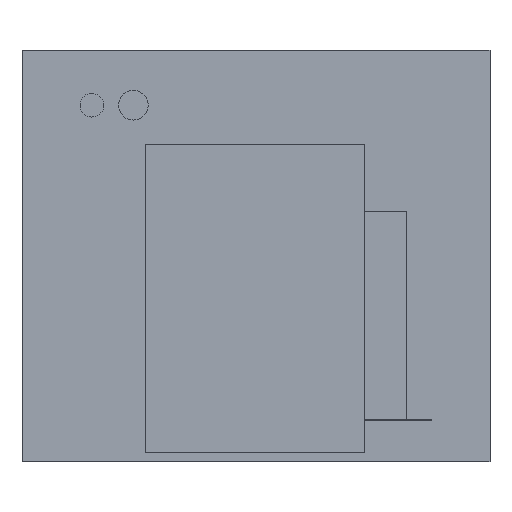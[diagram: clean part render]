
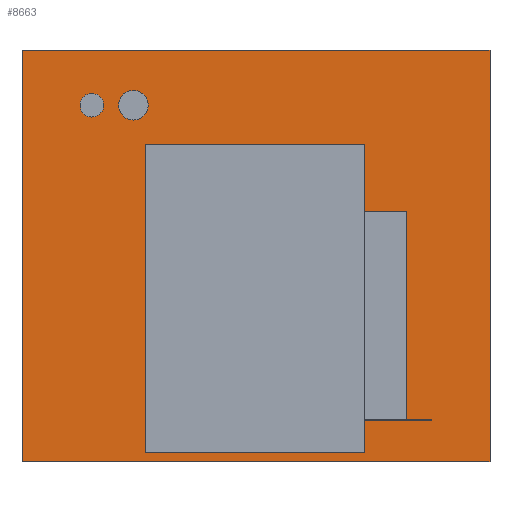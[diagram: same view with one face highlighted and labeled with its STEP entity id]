
A CAD part, front view. The second image highlights one B-rep face of the part: STEP entity #8663.
In plain terms, the highlighted planar face has unit normal (0, -1, 0).
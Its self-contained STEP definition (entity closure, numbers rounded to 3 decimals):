
#110=FACE_BOUND('',#1103,.T.);
#111=FACE_BOUND('',#1104,.T.);
#133=PLANE('',#9259);
#579=FACE_OUTER_BOUND('',#1102,.T.);
#1102=EDGE_LOOP('',(#6117,#6118,#6119,#6120));
#1103=EDGE_LOOP('',(#6121));
#1104=EDGE_LOOP('',(#6122));
#1640=LINE('',#12428,#2738);
#1642=LINE('',#12432,#2740);
#1644=LINE('',#12436,#2742);
#1646=LINE('',#12439,#2744);
#2738=VECTOR('',#9970,10.);
#2740=VECTOR('',#9974,10.);
#2742=VECTOR('',#9978,10.);
#2744=VECTOR('',#9982,10.);
#3818=CIRCLE('',#9243,20.);
#3820=CIRCLE('',#9247,25.);
#3974=VERTEX_POINT('',#12379);
#3976=VERTEX_POINT('',#12386);
#3989=VERTEX_POINT('',#12425);
#3990=VERTEX_POINT('',#12427);
#3991=VERTEX_POINT('',#12431);
#3992=VERTEX_POINT('',#12435);
#4811=EDGE_CURVE('',#3974,#3974,#3818,.T.);
#4814=EDGE_CURVE('',#3976,#3976,#3820,.T.);
#4832=EDGE_CURVE('',#3990,#3989,#1640,.T.);
#4834=EDGE_CURVE('',#3991,#3990,#1642,.T.);
#4836=EDGE_CURVE('',#3992,#3991,#1644,.T.);
#4838=EDGE_CURVE('',#3989,#3992,#1646,.T.);
#6117=ORIENTED_EDGE('',*,*,#4838,.T.);
#6118=ORIENTED_EDGE('',*,*,#4836,.T.);
#6119=ORIENTED_EDGE('',*,*,#4834,.T.);
#6120=ORIENTED_EDGE('',*,*,#4832,.T.);
#6121=ORIENTED_EDGE('',*,*,#4811,.T.);
#6122=ORIENTED_EDGE('',*,*,#4814,.T.);
#8663=ADVANCED_FACE('',(#579,#110,#111),#133,.T.);
#9243=AXIS2_PLACEMENT_3D('',#12381,#9926,#9927);
#9247=AXIS2_PLACEMENT_3D('',#12388,#9935,#9936);
#9259=AXIS2_PLACEMENT_3D('',#12440,#9983,#9984);
#9926=DIRECTION('center_axis',(0.,1.,0.));
#9927=DIRECTION('ref_axis',(1.,0.,0.));
#9935=DIRECTION('center_axis',(0.,1.,0.));
#9936=DIRECTION('ref_axis',(1.,0.,0.));
#9970=DIRECTION('',(1.,0.,0.));
#9974=DIRECTION('',(0.,0.,-1.));
#9978=DIRECTION('',(-1.,0.,0.));
#9982=DIRECTION('',(0.,0.,1.));
#9983=DIRECTION('center_axis',(0.,-1.,0.));
#9984=DIRECTION('ref_axis',(0.,0.,-1.));
#12379=CARTESIAN_POINT('',(-297.,-370.,254.5));
#12381=CARTESIAN_POINT('Origin',(-277.,-370.,254.5));
#12386=CARTESIAN_POINT('',(-232.,-370.,254.5));
#12388=CARTESIAN_POINT('Origin',(-207.,-370.,254.5));
#12425=CARTESIAN_POINT('',(395.,-370.,-347.5));
#12427=CARTESIAN_POINT('',(-395.,-370.,-347.5));
#12428=CARTESIAN_POINT('',(395.,-370.,-347.5));
#12431=CARTESIAN_POINT('',(-395.,-370.,347.5));
#12432=CARTESIAN_POINT('',(-395.,-370.,-347.5));
#12435=CARTESIAN_POINT('',(395.,-370.,347.5));
#12436=CARTESIAN_POINT('',(-395.,-370.,347.5));
#12439=CARTESIAN_POINT('',(395.,-370.,347.5));
#12440=CARTESIAN_POINT('Origin',(0.,-370.,0.));
